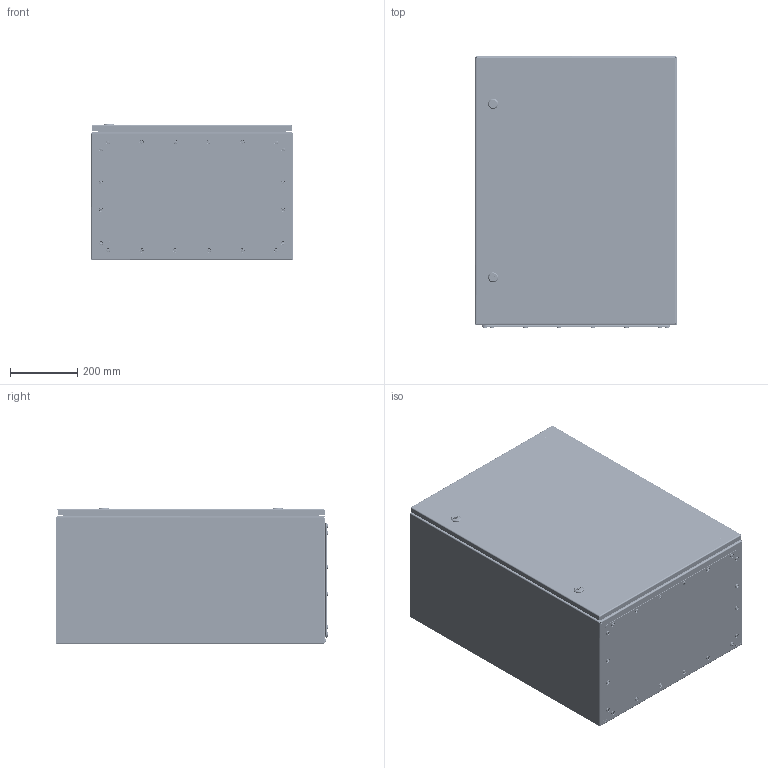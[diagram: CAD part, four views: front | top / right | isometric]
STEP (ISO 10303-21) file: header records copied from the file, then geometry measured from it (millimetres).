
FILE_DESCRIPTION (( 'STEP AP203' ), '1' );
FILE_NAME ('U3160080604 Êîðïóñ UC2M 80.60.40 IP66 (752.000.316).STEP', '2022-04-29T10:51:27', ( '' ), ( '' ), 'SwSTEP 2.0', 'SolidWorks 2017', '' );
FILE_SCHEMA (( 'CONFIG_CONTROL_DESIGN' ));
Length unit declared in the file: millimetre
Products named in the file (38): Óïëîòíèòåëü ÏÏÓ êðûøêè UC2Ì_23 (60.40); 056-276 椯鴀殣罻 UC2_02 (80.60.40); 010-329 Ïàíåëü ìîíòàæíàÿ UC2_00 (80.60); Øòèôò ïåòëè 4-119 Dirak; Øïèëüêà ðåçüáîâàÿ Ì6_Œ6å12; 嵑殧趌11371_5; ч蜱齁罻 ST-9; 椻壚樇襝鴀 Mesan 33; 鎔艜_17473_M6x12; 019-99 Ïëàíêà z-îáðàçíàÿ_04 (80); Øàéáà íåéëîí Ø028_Œ5; 000.210.366 Îñíîâàíèå äâåðêè UC2_00 (80.60); 040-116 Âèíò ñïåöèàëüíûé ST 4,8x9; 000.207.189 攜歑罻 UC2_00 (80.60); U3160080604 扻豵鵨 UC2M 80.60.40 IP66 (752.000.316); 027-189 署赅 UC2_05 (60.40); Óïëîòíèòåëü ÏÏÓ äâåðêè UC2_27 (80.60); ﾇ瑟鶴 Mesan 060-1-1-13-33_00; 000.241.258 署赅 UC2_05 (60.40); 000.241.259 署赅 UC2_05 (60.40); 008-403 Ñòåíêà ïðîôèëüíàÿ UC2_02 (80.60.40); 嵑殧趌6402_8; 蹴濋趌5915_M8; Øïèëüêà çàçåìëåíèÿ CKF CS_Œ6å16; Ñòîïîðíàÿ âòóëêà ïåòëè 4-119 Dirak; 003-393 Ñòåíêà íèæíÿÿ UC2_05 (00.60); Øàéáà íåéëîí Ø028_Œ6; 蹴濋趌5915_M5; Îñíîâàíèå ïåòëè 4-119 Dirak; 嵑殧趌11371_8; 012-1798 眈翴錪 鳱歑膱 UC2_00 (80.60); 扻豵鵨_п-1; ч蜱齁罻 ST-6; Ïåòëÿ 4-119 Dirak_00; 000.113.108 忺謤僔 UC2_02 (80.60.40); Âòóëêà ïåòëè 4-119 Dirak; Øïèëüêà ðåçüáîâàÿ Ì6_Œ8å30; 嵑殧趌11371_6
Assembly tree (128 placements, depth 4):
  U3160080604 扻豵鵨 UC2M 80.60.40 IP66 (752.000.316)
    000.113.108 忺謤僔 UC2_02 (80.60.40)
      008-403 Ñòåíêà ïðîôèëüíàÿ UC2_02 (80.60.40)
      003-393 Ñòåíêà íèæíÿÿ UC2_05 (00.60)
      Øïèëüêà ðåçüáîâàÿ Ì6_Œ8å30  x4
      Øïèëüêà ðåçüáîâàÿ Ì6_Œ6å12  x8
      Øïèëüêà çàçåìëåíèÿ CKF CS_Œ6å16  x2
    000.207.189 攜歑罻 UC2_00 (80.60)
      000.210.366 Îñíîâàíèå äâåðêè UC2_00 (80.60)
        012-1798 眈翴錪 鳱歑膱 UC2_00 (80.60)
        019-99 Ïëàíêà z-îáðàçíàÿ_04 (80)  x2
        Âòóëêà ïåòëè 4-119 Dirak  x2
        Øïèëüêà çàçåìëåíèÿ CKF CS_Œ6å16  x2
      Óïëîòíèòåëü ÏÏÓ äâåðêè UC2_27 (80.60)
      ﾇ瑟鶴 Mesan 060-1-1-13-33_00  x2
        扻豵鵨_п-1
        椻壚樇襝鴀 Mesan 33
        嵑殧趌11371_6
        鎔艜_17473_M6x12
    Ïåòëÿ 4-119 Dirak_00  x2
      Âòóëêà ïåòëè 4-119 Dirak
      Øòèôò ïåòëè 4-119 Dirak
      Îñíîâàíèå ïåòëè 4-119 Dirak
      Ñòîïîðíàÿ âòóëêà ïåòëè 4-119 Dirak
    嵑殧趌11371_5  x4
    Øàéáà íåéëîí Ø028_Œ5  x4
    蹴濋趌5915_M5  x4
    ч蜱齁罻 ST-6  x6
    ч蜱齁罻 ST-9  x4
    010-329 Ïàíåëü ìîíòàæíàÿ UC2_00 (80.60)
    蹴濋趌5915_M8  x12
    嵑殧趌11371_8  x4
    嵑殧趌6402_8  x4
    000.241.258 署赅 UC2_05 (60.40)
      000.241.259 署赅 UC2_05 (60.40)
        027-189 署赅 UC2_05 (60.40)
        Øïèëüêà çàçåìëåíèÿ CKF CS_Œ6å16
      Óïëîòíèòåëü ÏÏÓ êðûøêè UC2Ì_23 (60.40)
    040-116 Âèíò ñïåöèàëüíûé ST 4,8x9  x20
    Øàéáà íåéëîí Ø028_Œ6  x20
    056-276 椯鴀殣罻 UC2_02 (80.60.40)
Bounding box: 600.6 x 807.22 x 407.25 mm (x, y, z)
Volume: 4394185.9 mm3; surface area: 5483510.1 mm2
Topology: 127 solids, 129 shells, 5972 faces, 13939 edges, 8374 vertices
Faces by surface type: plane 1889, cylinder 1721, bspline 1356, cone 386, sphere 344, torus 276
Entity records: 112233 total; most frequent: CARTESIAN_POINT 51124, ORIENTED_EDGE 12040, DIRECTION 9597, EDGE_CURVE 6020, VERTEX_POINT 3874, VECTOR 3477, LINE 3477, AXIS2_PLACEMENT_3D 3060
